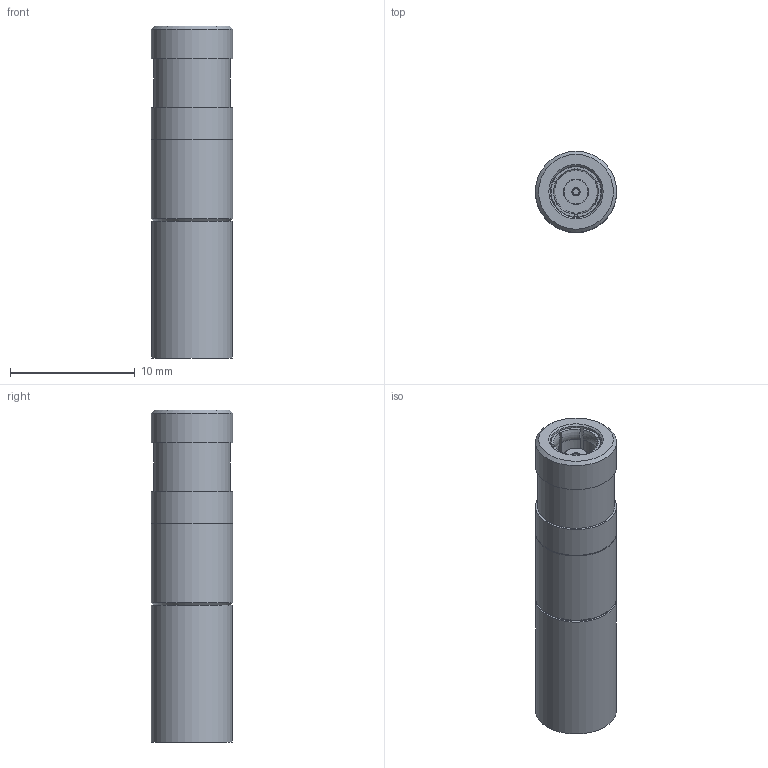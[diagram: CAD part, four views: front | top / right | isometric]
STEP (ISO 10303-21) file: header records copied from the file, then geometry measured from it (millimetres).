
FILE_DESCRIPTION (( 'STEP AP203' ), '1' );
FILE_NAME ('PE4593_3D.step', '2021-04-26T17:27:51', ( '' ), ( '' ), 'SwSTEP 2.0', 'SolidWorks 2020', '' );
FILE_SCHEMA (( 'CONFIG_CONTROL_DESIGN' ));
Length unit declared in the file: inch
Products named in the file (1): PE4593_3D
Bounding box: 6.52 x 6.52 x 26.66 mm (x, y, z)
Volume: 605.3 mm3; surface area: 1239.2 mm2
Topology: 2 solids, 2 shells, 74 faces, 165 edges, 110 vertices
Faces by surface type: plane 43, cylinder 19, torus 7, cone 5
Full cylindrical faces by diameter (mm): 0.014 x1, 0.508 x1, 0.66 x2, 2.032 x1, 3.048 x1, 3.607 x1, 4.013 x1, 4.115 x1, 4.72 x1, 5.486 x1, 5.6 x1, 5.755 x1, 6.161 x1, 6.371 x1, 6.5 x1, 6.516 x3
Entity records: 2001 total; most frequent: CARTESIAN_POINT 369, DIRECTION 342, ORIENTED_EDGE 264, AXIS2_PLACEMENT_3D 147, EDGE_CURVE 132, EDGE_LOOP 116, VERTEX_POINT 102, FACE_OUTER_BOUND 94
